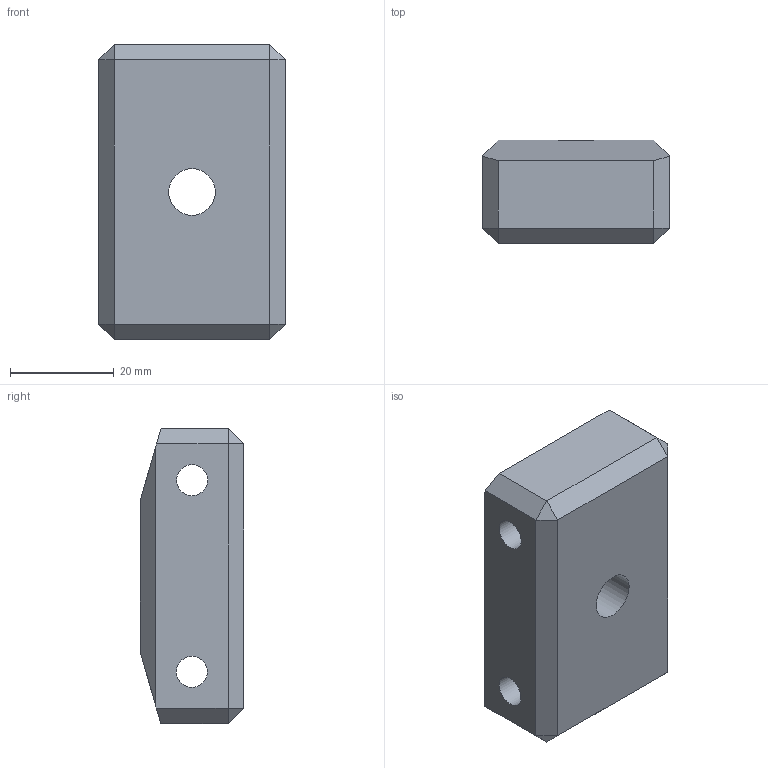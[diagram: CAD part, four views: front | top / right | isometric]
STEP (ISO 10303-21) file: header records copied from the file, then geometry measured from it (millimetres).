
FILE_DESCRIPTION(/* description */ (''),/* implementation_level */ '2;1');
FILE_NAME(/* name */ 'Swivel.step',/* time_stamp */ '2024-05-24T21:17:34+02:00',/* author */ (''),/* organization */ (''),/* preprocessor_version */ 'ST-DEVELOPER v20',/* originating_system */ 'Autodesk Translation Framework v12.20.1.177',/* authorisation */ '');
FILE_SCHEMA (('AUTOMOTIVE_DESIGN { 1 0 10303 214 3 1 1 }'));
Length unit declared in the file: millimetre
Products named in the file (2): stand vesa; Componente6
Assembly tree (1 placements, depth 2):
  stand vesa
    Componente6
Bounding box: 36 x 20.03 x 57.01 mm (x, y, z)
Volume: 32165 mm3; surface area: 8556.5 mm2
Topology: 1 solids, 1 shells, 30 faces, 69 edges, 41 vertices
Faces by surface type: plane 26, cylinder 3, cone 1
Full cylindrical faces by diameter (mm): 6 x2, 9 x1
Entity records: 891 total; most frequent: DIRECTION 148, CARTESIAN_POINT 143, ORIENTED_EDGE 138, EDGE_CURVE 69, LINE 56, VECTOR 56, AXIS2_PLACEMENT_3D 46, VERTEX_POINT 41
